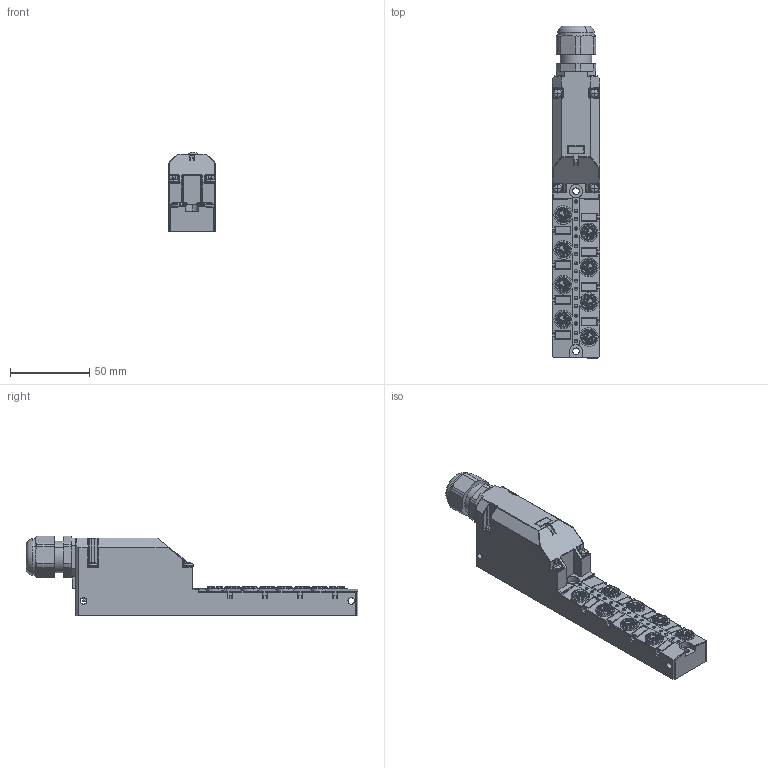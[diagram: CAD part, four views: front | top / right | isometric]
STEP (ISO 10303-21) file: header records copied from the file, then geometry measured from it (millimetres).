
FILE_DESCRIPTION(('CATIA V5 STEP Exchange','CAx-IF Rec.Pracs.--- Model Styling and Organization---1.4--- 2014-01-23'),'2;1');
FILE_NAME ('1352861-2_0_2818990000_2818990000.stp','2022-04-26T09:36:51+00:00',('none'),('Weidmueller'),'CATIA Version 5-6 Release 2016 SP3 HF44','CATIA V5 STEP AP214','none');
FILE_SCHEMA(('AUTOMOTIVE_DESIGN { 1 0 10303 214 1 1 1 1 }'));
Products named in the file (1): 2818990000
Bounding box: 30 x 209.4 x 50.09 mm (x, y, z)
Volume: 159970.3 mm3; surface area: 41980.5 mm2
Topology: 45 solids, 71 shells, 1938 faces, 4640 edges, 2998 vertices
Faces by surface type: plane 803, cylinder 680, cone 277, torus 84, sphere 82, bspline 12
Entity records: 60726 total; most frequent: CARTESIAN_POINT 18505, ORIENTED_EDGE 9218, DIRECTION 7154, EDGE_CURVE 4609, AXIS2_PLACEMENT_3D 3058, VERTEX_POINT 2998, VECTOR 2316, LINE 2316
